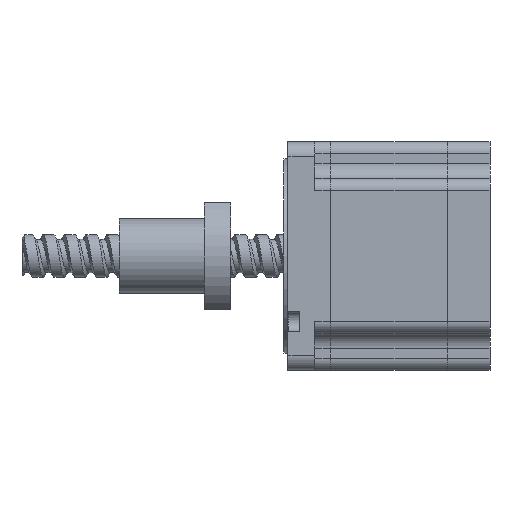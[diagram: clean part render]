
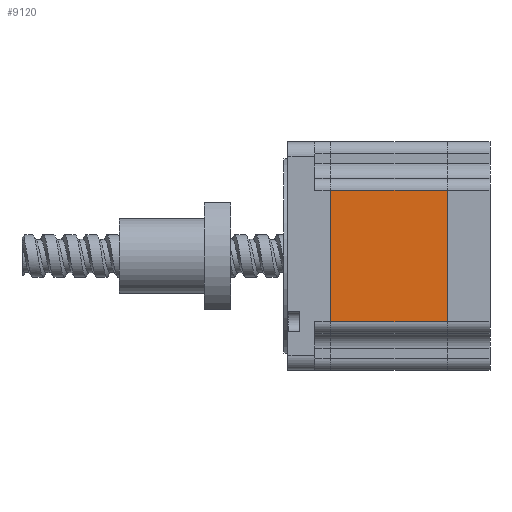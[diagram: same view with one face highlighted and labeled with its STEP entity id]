
A CAD part, left-side view. The second image highlights one B-rep face of the part: STEP entity #9120.
In plain terms, the highlighted planar face has unit normal (-1, 0, 0).
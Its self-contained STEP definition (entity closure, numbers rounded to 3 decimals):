
#1321 = EDGE_CURVE ( 'NONE', #7620, #10771, #6611, .T. ) ;
#2794 = PLANE ( 'NONE',  #6258 ) ;
#4342 = DIRECTION ( 'NONE',  ( 1., 0., 0. ) ) ;
#4384 = DIRECTION ( 'NONE',  ( 0., 1., 0. ) ) ;
#4493 = VECTOR ( 'NONE', #4384, 1000. ) ;
#5109 = VERTEX_POINT ( 'NONE', #15284 ) ;
#5231 = LINE ( 'NONE', #10153, #8851 ) ;
#5368 = CARTESIAN_POINT ( 'NONE',  ( -43., -6.008, -24.65 ) ) ;
#5482 = CARTESIAN_POINT ( 'NONE',  ( -43., 10., 37.3 ) ) ;
#5949 = ORIENTED_EDGE ( 'NONE', *, *, #1321, .T. ) ;
#6258 = AXIS2_PLACEMENT_3D ( 'NONE', #5482, #4342, #9261 ) ;
#6611 = LINE ( 'NONE', #11458, #15713 ) ;
#7479 = CARTESIAN_POINT ( 'NONE',  ( -43., -49.992, 24.65 ) ) ;
#7620 = VERTEX_POINT ( 'NONE', #7479 ) ;
#7685 = VECTOR ( 'NONE', #14864, 1000. ) ;
#8034 = EDGE_CURVE ( 'NONE', #15815, #10771, #5231, .T. ) ;
#8311 = LINE ( 'NONE', #14628, #7685 ) ;
#8851 = VECTOR ( 'NONE', #11545, 1000. ) ;
#9120 = ADVANCED_FACE ( 'NONE', ( #10403 ), #2794, .F. ) ;
#9129 = CARTESIAN_POINT ( 'NONE',  ( -43., -66., -24.65 ) ) ;
#9261 = DIRECTION ( 'NONE',  ( 0., 0., -1. ) ) ;
#10153 = CARTESIAN_POINT ( 'NONE',  ( -43., -6.008, 37.3 ) ) ;
#10403 = FACE_OUTER_BOUND ( 'NONE', #15375, .T. ) ;
#10431 = ORIENTED_EDGE ( 'NONE', *, *, #10618, .F. ) ;
#10618 = EDGE_CURVE ( 'NONE', #7620, #5109, #8311, .T. ) ;
#10771 = VERTEX_POINT ( 'NONE', #13878 ) ;
#11378 = DIRECTION ( 'NONE',  ( 0., 1., 0. ) ) ;
#11458 = CARTESIAN_POINT ( 'NONE',  ( -43., -66., 24.65 ) ) ;
#11545 = DIRECTION ( 'NONE',  ( 0., 0., 1. ) ) ;
#13878 = CARTESIAN_POINT ( 'NONE',  ( -43., -6.008, 24.65 ) ) ;
#14552 = ORIENTED_EDGE ( 'NONE', *, *, #15825, .F. ) ;
#14628 = CARTESIAN_POINT ( 'NONE',  ( -43., -49.992, 37.3 ) ) ;
#14864 = DIRECTION ( 'NONE',  ( 0., 0., -1. ) ) ;
#14963 = ORIENTED_EDGE ( 'NONE', *, *, #8034, .F. ) ;
#15284 = CARTESIAN_POINT ( 'NONE',  ( -43., -49.992, -24.65 ) ) ;
#15362 = LINE ( 'NONE', #9129, #4493 ) ;
#15375 = EDGE_LOOP ( 'NONE', ( #10431, #5949, #14963, #14552 ) ) ;
#15713 = VECTOR ( 'NONE', #11378, 1000. ) ;
#15815 = VERTEX_POINT ( 'NONE', #5368 ) ;
#15825 = EDGE_CURVE ( 'NONE', #5109, #15815, #15362, .T. ) ;
